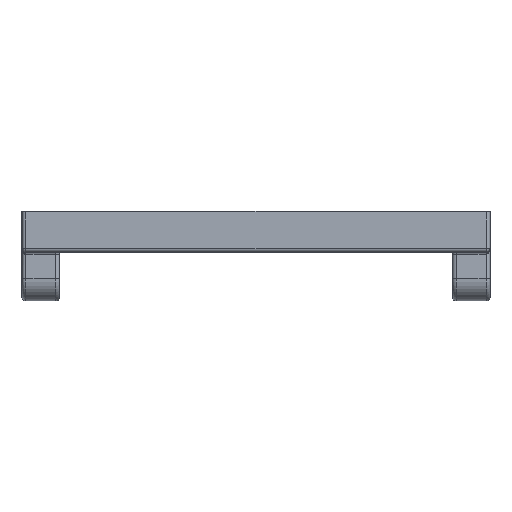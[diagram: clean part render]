
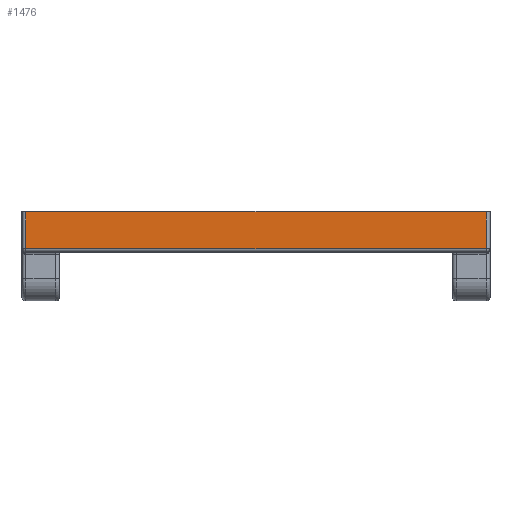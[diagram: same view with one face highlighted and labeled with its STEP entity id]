
A CAD part, front view. The second image highlights one B-rep face of the part: STEP entity #1476.
In plain terms, the highlighted planar face has unit normal (0, -1, 0).
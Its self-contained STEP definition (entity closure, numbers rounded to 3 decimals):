
#259=FACE_OUTER_BOUND('',#362,.T.);
#362=EDGE_LOOP('',(#1146,#1147,#1148,#1149));
#498=LINE('',#3391,#593);
#499=LINE('',#3393,#594);
#500=LINE('',#3395,#595);
#501=LINE('',#3396,#596);
#593=VECTOR('',#1961,1000.);
#594=VECTOR('',#1962,1000.);
#595=VECTOR('',#1963,1000.);
#596=VECTOR('',#1964,1000.);
#716=VERTEX_POINT('',#3389);
#717=VERTEX_POINT('',#3390);
#718=VERTEX_POINT('',#3392);
#719=VERTEX_POINT('',#3394);
#873=EDGE_CURVE('',#716,#717,#498,.T.);
#874=EDGE_CURVE('',#717,#718,#499,.T.);
#875=EDGE_CURVE('',#718,#719,#500,.T.);
#876=EDGE_CURVE('',#719,#716,#501,.T.);
#1146=ORIENTED_EDGE('',*,*,#873,.T.);
#1147=ORIENTED_EDGE('',*,*,#874,.T.);
#1148=ORIENTED_EDGE('',*,*,#875,.T.);
#1149=ORIENTED_EDGE('',*,*,#876,.T.);
#1434=PLANE('',#1630);
#1476=ADVANCED_FACE('',(#259),#1434,.F.);
#1630=AXIS2_PLACEMENT_3D('',#3388,#1959,#1960);
#1959=DIRECTION('center_axis',(0.,1.,0.));
#1960=DIRECTION('ref_axis',(0.,0.,1.));
#1961=DIRECTION('',(0.,0.,-1.));
#1962=DIRECTION('',(1.,0.,0.));
#1963=DIRECTION('',(0.,0.,1.));
#1964=DIRECTION('',(-1.,0.,0.));
#3388=CARTESIAN_POINT('Origin',(-62.5,-62.5,11.));
#3389=CARTESIAN_POINT('',(-61.5,-62.5,10.8));
#3390=CARTESIAN_POINT('',(-61.5,-62.5,1.));
#3391=CARTESIAN_POINT('',(-61.5,-62.5,11.));
#3392=CARTESIAN_POINT('',(61.5,-62.5,1.));
#3393=CARTESIAN_POINT('',(-62.5,-62.5,1.));
#3394=CARTESIAN_POINT('',(61.5,-62.5,10.8));
#3395=CARTESIAN_POINT('',(61.5,-62.5,11.));
#3396=CARTESIAN_POINT('',(-62.5,-62.5,10.8));
